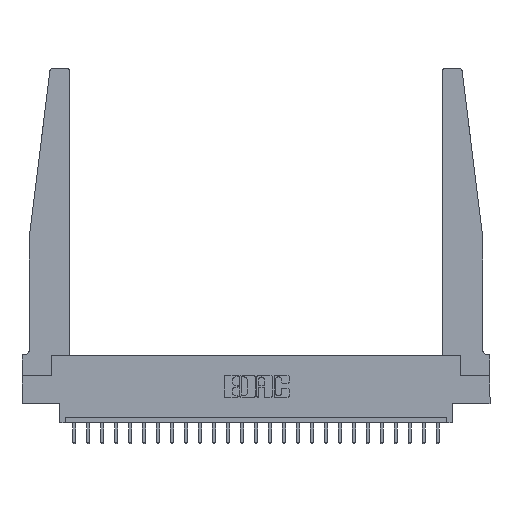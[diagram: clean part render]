
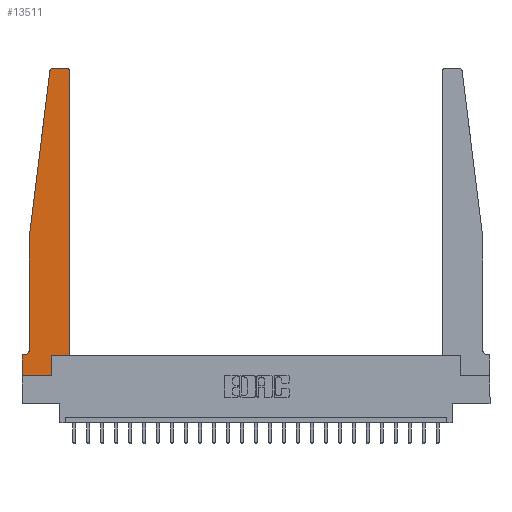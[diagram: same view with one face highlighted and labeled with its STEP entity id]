
A CAD part, top view. The second image highlights one B-rep face of the part: STEP entity #13511.
In plain terms, the highlighted planar face has unit normal (0, 0, 1).
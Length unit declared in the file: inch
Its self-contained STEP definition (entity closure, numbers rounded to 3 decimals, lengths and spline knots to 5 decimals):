
#102 = CARTESIAN_POINT ( 'NONE',  ( 0.065, 0.1875, 0.37 ) ) ;
#118 = ORIENTED_EDGE ( 'NONE', *, *, #5624, .T. ) ;
#419 = AXIS2_PLACEMENT_3D ( 'NONE', #4551, #11791, #4428 ) ;
#527 = ORIENTED_EDGE ( 'NONE', *, *, #19499, .T. ) ;
#914 = CARTESIAN_POINT ( 'NONE',  ( 0., 0., 0.37 ) ) ;
#1684 = CARTESIAN_POINT ( 'NONE',  ( 0., 0., 0.37 ) ) ;
#1941 = CARTESIAN_POINT ( 'NONE',  ( 0.2605, 0.18, 0.37 ) ) ;
#2252 = CARTESIAN_POINT ( 'NONE',  ( 0.425, 0.18, 0.37 ) ) ;
#2930 = CARTESIAN_POINT ( 'NONE',  ( 0.065, 1.25, 0.37 ) ) ;
#3150 = LINE ( 'NONE', #10661, #4014 ) ;
#3285 = DIRECTION ( 'NONE',  ( 0., 0., 1. ) ) ;
#3370 = VERTEX_POINT ( 'NONE', #10155 ) ;
#3406 = EDGE_CURVE ( 'NONE', #8062, #15118, #18859, .T. ) ;
#3501 = CARTESIAN_POINT ( 'NONE',  ( 0.425, 0.18, 0.37 ) ) ;
#3669 = DIRECTION ( 'NONE',  ( 0., 1., 0. ) ) ;
#3716 = VERTEX_POINT ( 'NONE', #3501 ) ;
#3854 = LINE ( 'NONE', #2252, #19694 ) ;
#3878 = ORIENTED_EDGE ( 'NONE', *, *, #9992, .T. ) ;
#3934 = VECTOR ( 'NONE', #8243, 39.37008 ) ;
#4014 = VECTOR ( 'NONE', #21773, 39.37008 ) ;
#4351 = ORIENTED_EDGE ( 'NONE', *, *, #6395, .T. ) ;
#4382 = AXIS2_PLACEMENT_3D ( 'NONE', #17702, #14046, #10502 ) ;
#4428 = DIRECTION ( 'NONE',  ( -1., 0., 0. ) ) ;
#4493 = DIRECTION ( 'NONE',  ( 1., 0., 0. ) ) ;
#4541 = VERTEX_POINT ( 'NONE', #12522 ) ;
#4551 = CARTESIAN_POINT ( 'NONE',  ( 0.015, 0.2375, 0.37 ) ) ;
#4908 = EDGE_CURVE ( 'NONE', #10486, #3716, #3854, .T. ) ;
#5041 = CARTESIAN_POINT ( 'NONE',  ( 0.2605, 0., 0.37 ) ) ;
#5091 = ORIENTED_EDGE ( 'NONE', *, *, #5194, .T. ) ;
#5176 = ORIENTED_EDGE ( 'NONE', *, *, #6485, .T. ) ;
#5194 = EDGE_CURVE ( 'NONE', #15118, #12922, #11650, .T. ) ;
#5300 = VERTEX_POINT ( 'NONE', #21393 ) ;
#5328 = CARTESIAN_POINT ( 'NONE',  ( 0., 0.1875, 0.37 ) ) ;
#5610 = CIRCLE ( 'NONE', #6805, 0.03 ) ;
#5624 = EDGE_CURVE ( 'NONE', #4541, #5300, #14547, .T. ) ;
#5946 = VECTOR ( 'NONE', #3669, 39.37008 ) ;
#5969 = ORIENTED_EDGE ( 'NONE', *, *, #8129, .T. ) ;
#6389 = CARTESIAN_POINT ( 'NONE',  ( 0.425, 0.18, 0.37 ) ) ;
#6395 = EDGE_CURVE ( 'NONE', #3716, #22100, #23387, .T. ) ;
#6485 = EDGE_CURVE ( 'NONE', #11547, #8062, #9849, .T. ) ;
#6643 = DIRECTION ( 'NONE',  ( 0., 1., 0. ) ) ;
#6805 = AXIS2_PLACEMENT_3D ( 'NONE', #11027, #3285, #12865 ) ;
#6936 = CARTESIAN_POINT ( 'NONE',  ( 0.065, 0.2375, 0.37 ) ) ;
#7378 = ORIENTED_EDGE ( 'NONE', *, *, #22693, .T. ) ;
#8062 = VERTEX_POINT ( 'NONE', #20051 ) ;
#8129 = EDGE_CURVE ( 'NONE', #5300, #18071, #3150, .T. ) ;
#8243 = DIRECTION ( 'NONE',  ( -1., 0., 0. ) ) ;
#8852 = VERTEX_POINT ( 'NONE', #5041 ) ;
#9199 = EDGE_CURVE ( 'NONE', #22100, #3370, #5610, .T. ) ;
#9212 = VECTOR ( 'NONE', #10490, 39.37008 ) ;
#9821 = CARTESIAN_POINT ( 'NONE',  ( 0., 0., 0.37 ) ) ;
#9849 = CIRCLE ( 'NONE', #419, 0.05 ) ;
#9992 = EDGE_CURVE ( 'NONE', #18071, #11547, #21354, .T. ) ;
#10155 = CARTESIAN_POINT ( 'NONE',  ( 0.395, 2.75, 0.37 ) ) ;
#10205 = CARTESIAN_POINT ( 'NONE',  ( 0., 0.1875, 0.37 ) ) ;
#10219 = VECTOR ( 'NONE', #6643, 39.37008 ) ;
#10241 = VECTOR ( 'NONE', #17253, 39.37008 ) ;
#10366 = ORIENTED_EDGE ( 'NONE', *, *, #4908, .T. ) ;
#10486 = VERTEX_POINT ( 'NONE', #12623 ) ;
#10490 = DIRECTION ( 'NONE',  ( 0., -1., 0. ) ) ;
#10502 = DIRECTION ( 'NONE',  ( 1., 0., 0. ) ) ;
#10661 = CARTESIAN_POINT ( 'NONE',  ( 0.065, 1.25, 0.37 ) ) ;
#11027 = CARTESIAN_POINT ( 'NONE',  ( 0.395, 2.72, 0.37 ) ) ;
#11547 = VERTEX_POINT ( 'NONE', #6936 ) ;
#11650 = LINE ( 'NONE', #9821, #10241 ) ;
#11791 = DIRECTION ( 'NONE',  ( 0., 0., -1. ) ) ;
#12522 = CARTESIAN_POINT ( 'NONE',  ( 0.27653, 2.75, 0.37 ) ) ;
#12623 = CARTESIAN_POINT ( 'NONE',  ( 0.2605, 0.18, 0.37 ) ) ;
#12865 = DIRECTION ( 'NONE',  ( 1., 0., 0. ) ) ;
#12922 = VERTEX_POINT ( 'NONE', #1684 ) ;
#13511 = ADVANCED_FACE ( 'NONE', ( #19476 ), #19356, .T. ) ;
#13720 = CARTESIAN_POINT ( 'NONE',  ( 0.425, 2.72, 0.37 ) ) ;
#14046 = DIRECTION ( 'NONE',  ( 0., 0., 1. ) ) ;
#14547 = CIRCLE ( 'NONE', #4382, 0.03 ) ;
#15118 = VERTEX_POINT ( 'NONE', #5328 ) ;
#15820 = VECTOR ( 'NONE', #16804, 39.37008 ) ;
#16000 = CARTESIAN_POINT ( 'NONE',  ( 0.065, 1.25, 0.37 ) ) ;
#16445 = ORIENTED_EDGE ( 'NONE', *, *, #20188, .T. ) ;
#16804 = DIRECTION ( 'NONE',  ( -1., 0., 0. ) ) ;
#16965 = DIRECTION ( 'NONE',  ( 1., 0., 0. ) ) ;
#17253 = DIRECTION ( 'NONE',  ( 0., -1., 0. ) ) ;
#17702 = CARTESIAN_POINT ( 'NONE',  ( 0.27653, 2.72, 0.37 ) ) ;
#17755 = CARTESIAN_POINT ( 'NONE',  ( 0.25, 2.75, 0.37 ) ) ;
#18071 = VERTEX_POINT ( 'NONE', #2930 ) ;
#18859 = LINE ( 'NONE', #102, #15820 ) ;
#19356 = PLANE ( 'NONE',  #21307 ) ;
#19476 = FACE_OUTER_BOUND ( 'NONE', #24211, .T. ) ;
#19499 = EDGE_CURVE ( 'NONE', #8852, #10486, #22273, .T. ) ;
#19655 = LINE ( 'NONE', #914, #20825 ) ;
#19694 = VECTOR ( 'NONE', #16965, 39.37008 ) ;
#20051 = CARTESIAN_POINT ( 'NONE',  ( 0.015, 0.1875, 0.37 ) ) ;
#20188 = EDGE_CURVE ( 'NONE', #3370, #4541, #23132, .T. ) ;
#20628 = ORIENTED_EDGE ( 'NONE', *, *, #3406, .T. ) ;
#20825 = VECTOR ( 'NONE', #4493, 39.37008 ) ;
#20903 = ORIENTED_EDGE ( 'NONE', *, *, #9199, .T. ) ;
#21307 = AXIS2_PLACEMENT_3D ( 'NONE', #10205, #21434, #23394 ) ;
#21354 = LINE ( 'NONE', #16000, #9212 ) ;
#21393 = CARTESIAN_POINT ( 'NONE',  ( 0.24675, 2.72367, 0.37 ) ) ;
#21434 = DIRECTION ( 'NONE',  ( 0., 0., 1. ) ) ;
#21773 = DIRECTION ( 'NONE',  ( -0.122, -0.992, 0. ) ) ;
#22100 = VERTEX_POINT ( 'NONE', #13720 ) ;
#22273 = LINE ( 'NONE', #1941, #5946 ) ;
#22693 = EDGE_CURVE ( 'NONE', #12922, #8852, #19655, .T. ) ;
#23132 = LINE ( 'NONE', #17755, #3934 ) ;
#23387 = LINE ( 'NONE', #6389, #10219 ) ;
#23394 = DIRECTION ( 'NONE',  ( 1., 0., 0. ) ) ;
#24211 = EDGE_LOOP ( 'NONE', ( #16445, #118, #5969, #3878, #5176, #20628, #5091, #7378, #527, #10366, #4351, #20903 ) ) ;
